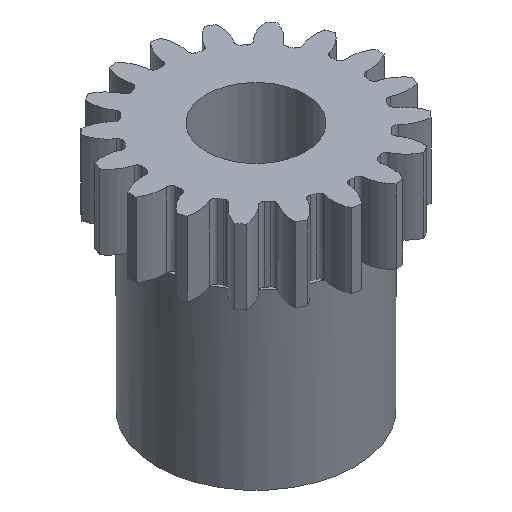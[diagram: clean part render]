
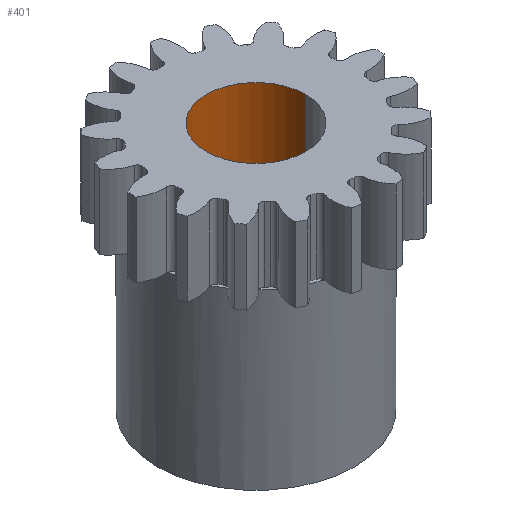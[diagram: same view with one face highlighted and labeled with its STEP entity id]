
A CAD part, isometric view. The second image highlights one B-rep face of the part: STEP entity #401.
In plain terms, the highlighted cylindrical face has radius 2 mm (diameter 4 mm), a partial arc.
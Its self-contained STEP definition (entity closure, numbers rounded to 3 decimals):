
#401 = ADVANCED_FACE ( 'NONE', ( #862 ), #870, .F. ) ;
#404 = EDGE_LOOP ( 'NONE', ( #1204, #1206, #1205, #1203 ) ) ;
#440 = EDGE_CURVE ( 'NONE', #4275, #4412, #725, .T. ) ;
#718 = DIRECTION ( 'NONE',  ( 1., 0., 0. ) ) ;
#719 = DIRECTION ( 'NONE',  ( 0., 0., 1. ) ) ;
#720 = CARTESIAN_POINT ( 'NONE',  ( 0., 0., -7. ) ) ;
#724 = AXIS2_PLACEMENT_3D ( 'NONE', #720, #719, #718 ) ;
#725 = CIRCLE ( 'NONE', #724, 2. ) ;
#727 = DIRECTION ( 'NONE',  ( 1., 0., 0. ) ) ;
#731 = DIRECTION ( 'NONE',  ( 0., 0., 1. ) ) ;
#734 = CARTESIAN_POINT ( 'NONE',  ( 0., 0., -7. ) ) ;
#862 = FACE_OUTER_BOUND ( 'NONE', #404, .T. ) ;
#870 = CYLINDRICAL_SURFACE ( 'NONE', #880, 2. ) ;
#880 = AXIS2_PLACEMENT_3D ( 'NONE', #734, #731, #727 ) ;
#1203 = ORIENTED_EDGE ( 'NONE', *, *, #4725, .T. ) ;
#1204 = ORIENTED_EDGE ( 'NONE', *, *, #4394, .F. ) ;
#1205 = ORIENTED_EDGE ( 'NONE', *, *, #4389, .T. ) ;
#1206 = ORIENTED_EDGE ( 'NONE', *, *, #440, .F. ) ;
#2018 = CARTESIAN_POINT ( 'NONE',  ( 2., 0., -7. ) ) ;
#2285 = CARTESIAN_POINT ( 'NONE',  ( -2., 0., 3. ) ) ;
#2293 = DIRECTION ( 'NONE',  ( 0., 0., 1. ) ) ;
#2294 = VECTOR ( 'NONE', #2293, 1000. ) ;
#2296 = CARTESIAN_POINT ( 'NONE',  ( 2., 0., 3. ) ) ;
#2303 = CARTESIAN_POINT ( 'NONE',  ( -2., 0., -7. ) ) ;
#2334 = DIRECTION ( 'NONE',  ( 0., 0., 1. ) ) ;
#2335 = VECTOR ( 'NONE', #2334, 1000. ) ;
#2336 = CARTESIAN_POINT ( 'NONE',  ( 2., 0., -7. ) ) ;
#2337 = LINE ( 'NONE', #2336, #2335 ) ;
#2339 = CARTESIAN_POINT ( 'NONE',  ( -2., 0., -7. ) ) ;
#2340 = LINE ( 'NONE', #2339, #2294 ) ;
#2972 = DIRECTION ( 'NONE',  ( 1., 0., 0. ) ) ;
#2977 = DIRECTION ( 'NONE',  ( 0., 0., 1. ) ) ;
#2984 = AXIS2_PLACEMENT_3D ( 'NONE', #2987, #2977, #2972 ) ;
#2987 = CARTESIAN_POINT ( 'NONE',  ( 0., 0., 3. ) ) ;
#2990 = CIRCLE ( 'NONE', #2984, 2. ) ;
#4275 = VERTEX_POINT ( 'NONE', #2018 ) ;
#4389 = EDGE_CURVE ( 'NONE', #4275, #4395, #2337, .T. ) ;
#4394 = EDGE_CURVE ( 'NONE', #4412, #4404, #2340, .T. ) ;
#4395 = VERTEX_POINT ( 'NONE', #2296 ) ;
#4404 = VERTEX_POINT ( 'NONE', #2285 ) ;
#4412 = VERTEX_POINT ( 'NONE', #2303 ) ;
#4725 = EDGE_CURVE ( 'NONE', #4395, #4404, #2990, .T. ) ;
